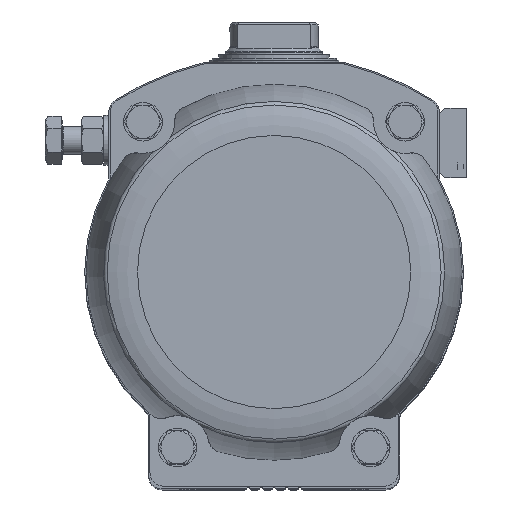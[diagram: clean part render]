
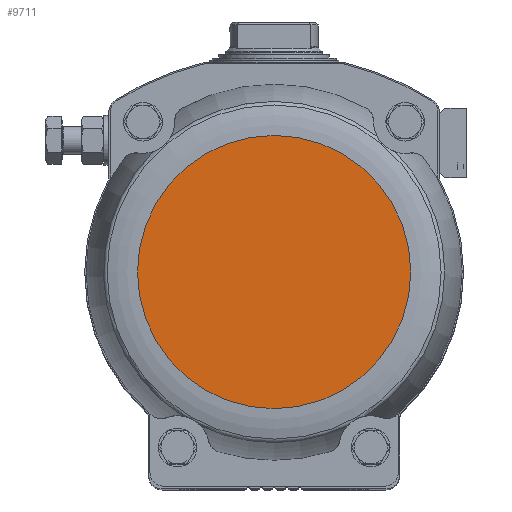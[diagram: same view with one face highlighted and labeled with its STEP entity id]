
A CAD part, top view. The second image highlights one B-rep face of the part: STEP entity #9711.
In plain terms, the highlighted planar face has unit normal (0, 0, 1).
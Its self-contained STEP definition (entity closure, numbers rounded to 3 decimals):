
#385=PLANE('',#10724);
#3253=ORIENTED_EDGE('',*,*,#5390,.T.);
#5390=EDGE_CURVE('',#6594,#6594,#7301,.T.);
#6594=VERTEX_POINT('',#16320);
#7301=CIRCLE('',#10723,99.019);
#7930=EDGE_LOOP('',(#3253));
#8796=FACE_BOUND('',#7930,.T.);
#9711=ADVANCED_FACE('',(#8796),#385,.F.);
#10723=AXIS2_PLACEMENT_3D('',#16319,#12830,#12831);
#10724=AXIS2_PLACEMENT_3D('',#16321,#12832,#12833);
#12830=DIRECTION('',(0.,0.,1.));
#12831=DIRECTION('',(1.,0.,0.));
#12832=DIRECTION('',(0.,0.,-1.));
#12833=DIRECTION('',(-1.,0.,0.));
#16319=CARTESIAN_POINT('',(0.,0.,318.));
#16320=CARTESIAN_POINT('',(99.019,0.,318.));
#16321=CARTESIAN_POINT('',(99.019,0.,318.));
